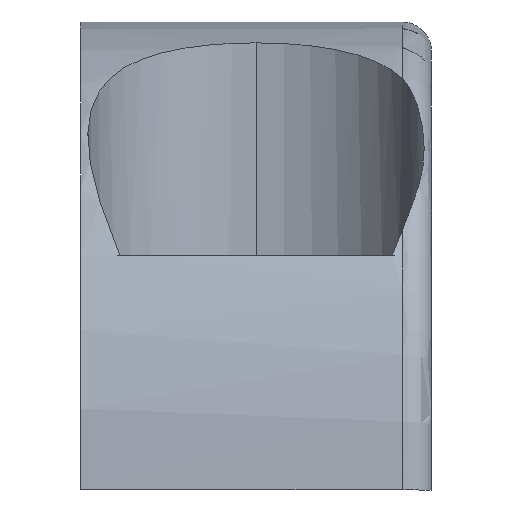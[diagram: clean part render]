
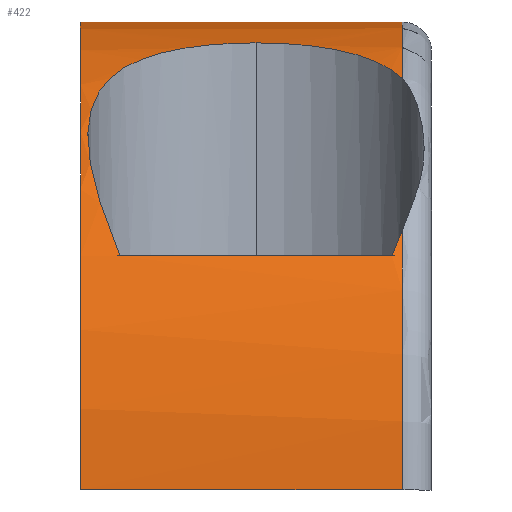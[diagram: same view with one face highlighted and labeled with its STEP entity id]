
A CAD part, left-side view. The second image highlights one B-rep face of the part: STEP entity #422.
In plain terms, the highlighted cylindrical face has radius 16 mm (diameter 32 mm), a partial arc.
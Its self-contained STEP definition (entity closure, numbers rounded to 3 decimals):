
#97=CARTESIAN_POINT('Axis2P3D Location',(0.,12.,0.)) ;
#101=CARTESIAN_POINT('Vertex',(-16.,12.,0.)) ;
#103=CARTESIAN_POINT('Vertex',(16.,12.,0.)) ;
#286=CARTESIAN_POINT('Axis2P3D Location',(0.,6.,0.)) ;
#291=CARTESIAN_POINT('Axis2P3D Location',(0.,1.,0.)) ;
#295=CARTESIAN_POINT('Vertex',(-7.636,1.,14.061)) ;
#297=CARTESIAN_POINT('Vertex',(7.636,1.,14.061)) ;
#301=CARTESIAN_POINT('Control Point',(4.725,6.,15.286)) ;
#302=CARTESIAN_POINT('Control Point',(4.725,4.753,15.286)) ;
#303=CARTESIAN_POINT('Control Point',(5.061,3.506,15.181)) ;
#304=CARTESIAN_POINT('Control Point',(5.746,2.389,14.975)) ;
#305=CARTESIAN_POINT('Control Point',(6.655,1.557,14.593)) ;
#306=CARTESIAN_POINT('Control Point',(7.636,1.,14.061)) ;
#307=CARTESIAN_POINT('Vertex',(4.725,6.,15.286)) ;
#311=CARTESIAN_POINT('Control Point',(13.856,10.651,8.)) ;
#312=CARTESIAN_POINT('Control Point',(13.252,11.09,9.046)) ;
#313=CARTESIAN_POINT('Control Point',(12.537,11.46,10.057)) ;
#314=CARTESIAN_POINT('Control Point',(11.708,11.728,11.023)) ;
#315=CARTESIAN_POINT('Control Point',(10.027,11.914,12.596)) ;
#316=CARTESIAN_POINT('Control Point',(8.165,11.367,13.809)) ;
#317=CARTESIAN_POINT('Control Point',(7.357,10.963,14.246)) ;
#318=CARTESIAN_POINT('Control Point',(6.025,9.891,14.851)) ;
#319=CARTESIAN_POINT('Control Point',(5.139,8.355,15.159)) ;
#320=CARTESIAN_POINT('Control Point',(4.863,7.593,15.244)) ;
#321=CARTESIAN_POINT('Control Point',(4.725,6.797,15.286)) ;
#322=CARTESIAN_POINT('Control Point',(4.725,6.,15.286)) ;
#323=CARTESIAN_POINT('Vertex',(13.856,10.651,8.)) ;
#326=CARTESIAN_POINT('Line Origine',(13.856,6.,8.)) ;
#330=CARTESIAN_POINT('Vertex',(13.856,1.349,8.)) ;
#334=CARTESIAN_POINT('Control Point',(13.856,1.349,8.)) ;
#335=CARTESIAN_POINT('Control Point',(13.686,1.226,8.294)) ;
#336=CARTESIAN_POINT('Control Point',(13.506,1.109,8.586)) ;
#337=CARTESIAN_POINT('Control Point',(13.314,1.,8.873)) ;
#338=CARTESIAN_POINT('Vertex',(13.314,1.,8.873)) ;
#341=CARTESIAN_POINT('Axis2P3D Location',(0.,1.,0.)) ;
#345=CARTESIAN_POINT('Vertex',(16.,1.,0.)) ;
#348=CARTESIAN_POINT('Line Origine',(16.,6.,0.)) ;
#353=CARTESIAN_POINT('Line Origine',(-16.,6.,0.)) ;
#357=CARTESIAN_POINT('Vertex',(-16.,1.,0.)) ;
#360=CARTESIAN_POINT('Axis2P3D Location',(0.,1.,0.)) ;
#364=CARTESIAN_POINT('Vertex',(-13.314,1.,8.873)) ;
#368=CARTESIAN_POINT('Control Point',(-13.856,1.349,8.)) ;
#369=CARTESIAN_POINT('Control Point',(-13.686,1.226,8.294)) ;
#370=CARTESIAN_POINT('Control Point',(-13.506,1.109,8.586)) ;
#371=CARTESIAN_POINT('Control Point',(-13.314,1.,8.873)) ;
#372=CARTESIAN_POINT('Vertex',(-13.856,1.349,8.)) ;
#375=CARTESIAN_POINT('Line Origine',(-13.856,6.,8.)) ;
#379=CARTESIAN_POINT('Vertex',(-13.856,10.651,8.)) ;
#383=CARTESIAN_POINT('Control Point',(-13.856,10.651,8.)) ;
#384=CARTESIAN_POINT('Control Point',(-13.252,11.09,9.046)) ;
#385=CARTESIAN_POINT('Control Point',(-12.537,11.46,10.057)) ;
#386=CARTESIAN_POINT('Control Point',(-11.708,11.728,11.023)) ;
#387=CARTESIAN_POINT('Control Point',(-10.027,11.914,12.596)) ;
#388=CARTESIAN_POINT('Control Point',(-8.165,11.367,13.809)) ;
#389=CARTESIAN_POINT('Control Point',(-7.357,10.963,14.246)) ;
#390=CARTESIAN_POINT('Control Point',(-6.025,9.891,14.851)) ;
#391=CARTESIAN_POINT('Control Point',(-5.139,8.355,15.159)) ;
#392=CARTESIAN_POINT('Control Point',(-4.863,7.593,15.244)) ;
#393=CARTESIAN_POINT('Control Point',(-4.725,6.797,15.286)) ;
#394=CARTESIAN_POINT('Control Point',(-4.725,6.,15.286)) ;
#395=CARTESIAN_POINT('Vertex',(-4.725,6.,15.286)) ;
#399=CARTESIAN_POINT('Control Point',(-4.725,6.,15.286)) ;
#400=CARTESIAN_POINT('Control Point',(-4.725,4.753,15.286)) ;
#401=CARTESIAN_POINT('Control Point',(-5.061,3.506,15.181)) ;
#402=CARTESIAN_POINT('Control Point',(-5.746,2.389,14.975)) ;
#403=CARTESIAN_POINT('Control Point',(-6.655,1.557,14.593)) ;
#404=CARTESIAN_POINT('Control Point',(-7.636,1.,14.061)) ;
#98=DIRECTION('Axis2P3D Direction',(0.,1.,-0.)) ;
#287=DIRECTION('Axis2P3D Direction',(0.,1.,0.)) ;
#288=DIRECTION('Axis2P3D XDirection',(-1.,0.,0.)) ;
#292=DIRECTION('Axis2P3D Direction',(0.,1.,0.)) ;
#327=DIRECTION('Vector Direction',(0.,1.,0.)) ;
#342=DIRECTION('Axis2P3D Direction',(0.,1.,0.)) ;
#349=DIRECTION('Vector Direction',(0.,1.,0.)) ;
#354=DIRECTION('Vector Direction',(0.,1.,0.)) ;
#361=DIRECTION('Axis2P3D Direction',(0.,1.,0.)) ;
#376=DIRECTION('Vector Direction',(0.,1.,0.)) ;
#99=AXIS2_PLACEMENT_3D('Circle Axis2P3D',#97,#98,$) ;
#289=AXIS2_PLACEMENT_3D('Cylinder Axis2P3D',#286,#287,#288) ;
#293=AXIS2_PLACEMENT_3D('Circle Axis2P3D',#291,#292,$) ;
#343=AXIS2_PLACEMENT_3D('Circle Axis2P3D',#341,#342,$) ;
#362=AXIS2_PLACEMENT_3D('Circle Axis2P3D',#360,#361,$) ;
#407=ORIENTED_EDGE('',*,*,#299,.T.) ;
#408=ORIENTED_EDGE('',*,*,#309,.F.) ;
#409=ORIENTED_EDGE('',*,*,#325,.F.) ;
#410=ORIENTED_EDGE('',*,*,#332,.F.) ;
#411=ORIENTED_EDGE('',*,*,#340,.T.) ;
#412=ORIENTED_EDGE('',*,*,#347,.T.) ;
#413=ORIENTED_EDGE('',*,*,#352,.T.) ;
#414=ORIENTED_EDGE('',*,*,#105,.F.) ;
#415=ORIENTED_EDGE('',*,*,#359,.F.) ;
#416=ORIENTED_EDGE('',*,*,#366,.T.) ;
#417=ORIENTED_EDGE('',*,*,#374,.F.) ;
#418=ORIENTED_EDGE('',*,*,#381,.T.) ;
#419=ORIENTED_EDGE('',*,*,#397,.T.) ;
#420=ORIENTED_EDGE('',*,*,#405,.T.) ;
#328=VECTOR('Line Direction',#327,1.) ;
#350=VECTOR('Line Direction',#349,1.) ;
#355=VECTOR('Line Direction',#354,1.) ;
#377=VECTOR('Line Direction',#376,1.) ;
#422=ADVANCED_FACE('Corps principal',(#421),#290,.T.) ;
#300=B_SPLINE_CURVE_WITH_KNOTS('',5,(#301,#302,#303,#304,#305,#306),.UNSPECIFIED.,.F.,.U.,(6,6),(0.,8.819),.UNSPECIFIED.) ;
#310=B_SPLINE_CURVE_WITH_KNOTS('',5,(#311,#312,#313,#314,#315,#316,#317,#318,#319,#320,#321,#322),.UNSPECIFIED.,.F.,.U.,(6,3,3,6),(0.,9.089,15.98,21.612),.UNSPECIFIED.) ;
#333=B_SPLINE_CURVE_WITH_KNOTS('',3,(#334,#335,#336,#337),.UNSPECIFIED.,.F.,.U.,(4,4),(0.,1.535),.UNSPECIFIED.) ;
#367=B_SPLINE_CURVE_WITH_KNOTS('',3,(#368,#369,#370,#371),.UNSPECIFIED.,.F.,.U.,(4,4),(0.,1.535),.UNSPECIFIED.) ;
#382=B_SPLINE_CURVE_WITH_KNOTS('',5,(#383,#384,#385,#386,#387,#388,#389,#390,#391,#392,#393,#394),.UNSPECIFIED.,.F.,.U.,(6,3,3,6),(0.,9.089,15.98,21.612),.UNSPECIFIED.) ;
#398=B_SPLINE_CURVE_WITH_KNOTS('',5,(#399,#400,#401,#402,#403,#404),.UNSPECIFIED.,.F.,.U.,(6,6),(0.,8.819),.UNSPECIFIED.) ;
#100=CIRCLE('generated circle',#99,16.) ;
#294=CIRCLE('generated circle',#293,16.) ;
#344=CIRCLE('generated circle',#343,16.) ;
#363=CIRCLE('generated circle',#362,16.) ;
#290=CYLINDRICAL_SURFACE('generated cylinder',#289,16.) ;
#105=EDGE_CURVE('',#102,#104,#100,.T.) ;
#299=EDGE_CURVE('',#296,#298,#294,.T.) ;
#309=EDGE_CURVE('',#308,#298,#300,.T.) ;
#325=EDGE_CURVE('',#324,#308,#310,.T.) ;
#332=EDGE_CURVE('',#331,#324,#329,.T.) ;
#340=EDGE_CURVE('',#331,#339,#333,.T.) ;
#347=EDGE_CURVE('',#339,#346,#344,.T.) ;
#352=EDGE_CURVE('',#346,#104,#351,.T.) ;
#359=EDGE_CURVE('',#358,#102,#356,.T.) ;
#366=EDGE_CURVE('',#358,#365,#363,.T.) ;
#374=EDGE_CURVE('',#373,#365,#367,.T.) ;
#381=EDGE_CURVE('',#373,#380,#378,.T.) ;
#397=EDGE_CURVE('',#380,#396,#382,.T.) ;
#405=EDGE_CURVE('',#396,#296,#398,.T.) ;
#406=EDGE_LOOP('',(#407,#408,#409,#410,#411,#412,#413,#414,#415,#416,#417,#418,#419,#420)) ;
#421=FACE_OUTER_BOUND('',#406,.T.) ;
#329=LINE('Line',#326,#328) ;
#351=LINE('Line',#348,#350) ;
#356=LINE('Line',#353,#355) ;
#378=LINE('Line',#375,#377) ;
#102=VERTEX_POINT('',#101) ;
#104=VERTEX_POINT('',#103) ;
#296=VERTEX_POINT('',#295) ;
#298=VERTEX_POINT('',#297) ;
#308=VERTEX_POINT('',#307) ;
#324=VERTEX_POINT('',#323) ;
#331=VERTEX_POINT('',#330) ;
#339=VERTEX_POINT('',#338) ;
#346=VERTEX_POINT('',#345) ;
#358=VERTEX_POINT('',#357) ;
#365=VERTEX_POINT('',#364) ;
#373=VERTEX_POINT('',#372) ;
#380=VERTEX_POINT('',#379) ;
#396=VERTEX_POINT('',#395) ;
